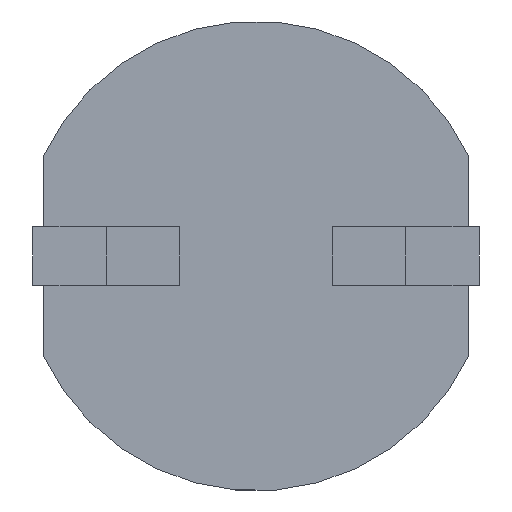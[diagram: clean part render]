
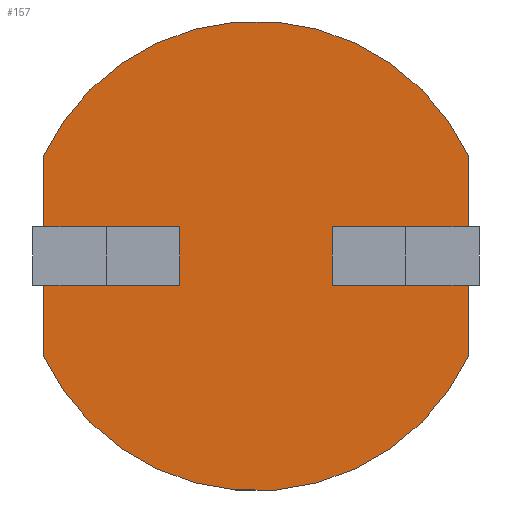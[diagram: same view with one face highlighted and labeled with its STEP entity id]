
A CAD part, front view. The second image highlights one B-rep face of the part: STEP entity #157.
In plain terms, the highlighted planar face has unit normal (0, -1, 0).
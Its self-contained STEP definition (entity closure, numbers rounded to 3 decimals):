
#24 = DIRECTION ( 'NONE',  ( -1., 0., 0. ) ) ;
#28 = DIRECTION ( 'NONE',  ( 0., 1., 0. ) ) ;
#46 = VECTOR ( 'NONE', #473, 1000. ) ;
#50 = PLANE ( 'NONE',  #585 ) ;
#108 = VERTEX_POINT ( 'NONE', #110 ) ;
#110 = CARTESIAN_POINT ( 'NONE',  ( 1.45, 1.4, -0.676 ) ) ;
#155 = CARTESIAN_POINT ( 'NONE',  ( 1.45, 1.4, 0.676 ) ) ;
#157 = ADVANCED_FACE ( 'NONE', ( #796 ), #50, .F. ) ;
#183 = VERTEX_POINT ( 'NONE', #427 ) ;
#188 = CARTESIAN_POINT ( 'NONE',  ( 1.45, 1.4, 0. ) ) ;
#227 = VERTEX_POINT ( 'NONE', #155 ) ;
#281 = ORIENTED_EDGE ( 'NONE', *, *, #348, .F. ) ;
#322 = DIRECTION ( 'NONE',  ( 0., 1., 0. ) ) ;
#325 = CARTESIAN_POINT ( 'NONE',  ( -1.45, 1.4, 0. ) ) ;
#329 = DIRECTION ( 'NONE',  ( 0., 0., -1. ) ) ;
#348 = EDGE_CURVE ( 'NONE', #108, #883, #780, .T. ) ;
#427 = CARTESIAN_POINT ( 'NONE',  ( -1.45, 1.4, 0.676 ) ) ;
#466 = DIRECTION ( 'NONE',  ( -1., 0., 0. ) ) ;
#473 = DIRECTION ( 'NONE',  ( 0., 0., 1. ) ) ;
#480 = ORIENTED_EDGE ( 'NONE', *, *, #669, .F. ) ;
#556 = LINE ( 'NONE', #325, #46 ) ;
#573 = DIRECTION ( 'NONE',  ( 0., 1., 0. ) ) ;
#585 = AXIS2_PLACEMENT_3D ( 'NONE', #647, #573, #878 ) ;
#604 = CARTESIAN_POINT ( 'NONE',  ( -1.45, 1.4, -0.676 ) ) ;
#614 = EDGE_CURVE ( 'NONE', #183, #227, #953, .T. ) ;
#637 = LINE ( 'NONE', #188, #693 ) ;
#647 = CARTESIAN_POINT ( 'NONE',  ( 0., 1.4, 0. ) ) ;
#653 = AXIS2_PLACEMENT_3D ( 'NONE', #704, #28, #466 ) ;
#655 = EDGE_CURVE ( 'NONE', #883, #183, #556, .T. ) ;
#669 = EDGE_CURVE ( 'NONE', #227, #108, #637, .T. ) ;
#693 = VECTOR ( 'NONE', #329, 1000. ) ;
#704 = CARTESIAN_POINT ( 'NONE',  ( 0., 1.4, 0. ) ) ;
#774 = CARTESIAN_POINT ( 'NONE',  ( 0., 1.4, 0. ) ) ;
#780 = CIRCLE ( 'NONE', #795, 1.6 ) ;
#795 = AXIS2_PLACEMENT_3D ( 'NONE', #774, #322, #24 ) ;
#796 = FACE_OUTER_BOUND ( 'NONE', #908, .T. ) ;
#806 = ORIENTED_EDGE ( 'NONE', *, *, #655, .F. ) ;
#828 = ORIENTED_EDGE ( 'NONE', *, *, #614, .F. ) ;
#878 = DIRECTION ( 'NONE',  ( -1., 0., 0. ) ) ;
#883 = VERTEX_POINT ( 'NONE', #604 ) ;
#908 = EDGE_LOOP ( 'NONE', ( #806, #281, #480, #828 ) ) ;
#953 = CIRCLE ( 'NONE', #653, 1.6 ) ;
